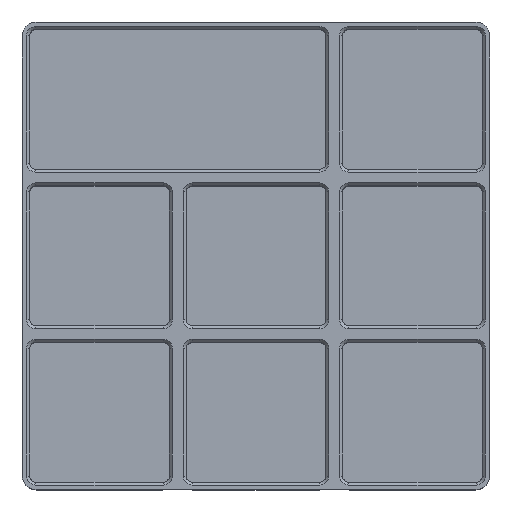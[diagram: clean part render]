
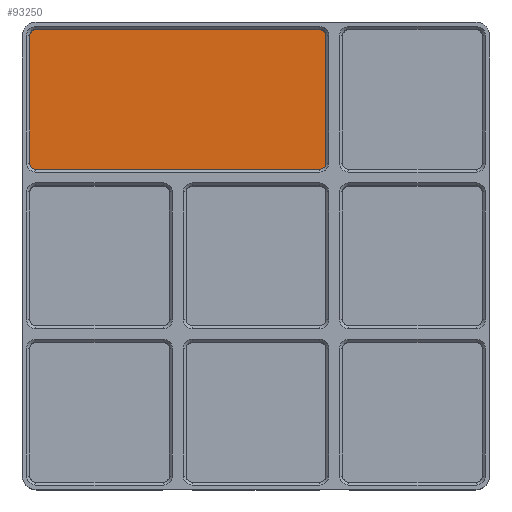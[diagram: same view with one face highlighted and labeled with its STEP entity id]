
A CAD part, top view. The second image highlights one B-rep face of the part: STEP entity #93250.
In plain terms, the highlighted planar face has unit normal (0, 0, 1).
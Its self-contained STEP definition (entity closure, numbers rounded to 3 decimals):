
#90750=CARTESIAN_POINT('',(248.15,254.25,7.));
#90760=VERTEX_POINT('',#90750);
#90790=CARTESIAN_POINT('',(248.15,255.85,7.));
#90800=DIRECTION('',(0.,0.,-1.));
#90810=DIRECTION('',(-1.,0.,0.));
#90820=AXIS2_PLACEMENT_3D('',#90790,#90800,#90810);
#90830=CIRCLE('',#90820,1.6);
#90840=CARTESIAN_POINT('',(249.75,255.85,7.));
#90850=VERTEX_POINT('',#90840);
#90860=EDGE_CURVE('',#90850,#90760,#90830,.T.);
#92070=CARTESIAN_POINT('',(171.85,291.75,7.));
#92080=VERTEX_POINT('',#92070);
#92110=CARTESIAN_POINT('',(171.85,290.15,7.));
#92120=DIRECTION('',(0.,0.,-1.));
#92130=DIRECTION('',(-1.,0.,0.));
#92140=AXIS2_PLACEMENT_3D('',#92110,#92120,#92130);
#92150=CIRCLE('',#92140,1.6);
#92160=CARTESIAN_POINT('',(170.25,290.15,7.));
#92170=VERTEX_POINT('',#92160);
#92180=EDGE_CURVE('',#92170,#92080,#92150,.T.);
#92490=CARTESIAN_POINT('',(170.25,255.85,7.));
#92500=VERTEX_POINT('',#92490);
#92530=CARTESIAN_POINT('',(171.85,255.85,7.));
#92540=DIRECTION('',(0.,0.,-1.));
#92550=DIRECTION('',(-1.,0.,0.));
#92560=AXIS2_PLACEMENT_3D('',#92530,#92540,#92550);
#92570=CIRCLE('',#92560,1.6);
#92580=CARTESIAN_POINT('',(171.85,254.25,7.));
#92590=VERTEX_POINT('',#92580);
#92600=EDGE_CURVE('',#92590,#92500,#92570,.T.);
#92800=CARTESIAN_POINT('',(189.,273.,7.));
#92810=DIRECTION('',(0.,0.,1.));
#92820=DIRECTION('',(1.,0.,0.));
#92830=AXIS2_PLACEMENT_3D('',#92800,#92810,#92820);
#92840=PLANE('',#92830);
#92850=ORIENTED_EDGE('',*,*,#92180,.F.);
#92860=CARTESIAN_POINT('',(215.,291.75,7.));
#92870=DIRECTION('',(1.,0.,0.));
#92880=VECTOR('',#92870,1.);
#92890=LINE('',#92860,#92880);
#92900=CARTESIAN_POINT('',(248.15,291.75,7.));
#92910=VERTEX_POINT('',#92900);
#92920=EDGE_CURVE('',#92080,#92910,#92890,.T.);
#92930=ORIENTED_EDGE('',*,*,#92920,.F.);
#92940=CARTESIAN_POINT('',(248.15,290.15,7.));
#92950=DIRECTION('',(0.,0.,-1.));
#92960=DIRECTION('',(-1.,0.,0.));
#92970=AXIS2_PLACEMENT_3D('',#92940,#92950,#92960);
#92980=CIRCLE('',#92970,1.6);
#92990=CARTESIAN_POINT('',(249.75,290.15,7.));
#93000=VERTEX_POINT('',#92990);
#93010=EDGE_CURVE('',#92910,#93000,#92980,.T.);
#93020=ORIENTED_EDGE('',*,*,#93010,.F.);
#93030=CARTESIAN_POINT('',(249.75,289.,7.));
#93040=DIRECTION('',(0.,-1.,0.));
#93050=VECTOR('',#93040,1.);
#93060=LINE('',#93030,#93050);
#93070=EDGE_CURVE('',#93000,#90850,#93060,.T.);
#93080=ORIENTED_EDGE('',*,*,#93070,.F.);
#93090=ORIENTED_EDGE('',*,*,#90860,.F.);
#93100=CARTESIAN_POINT('',(205.,254.25,7.));
#93110=DIRECTION('',(-1.,0.,0.));
#93120=VECTOR('',#93110,1.);
#93130=LINE('',#93100,#93120);
#93140=EDGE_CURVE('',#90760,#92590,#93130,.T.);
#93150=ORIENTED_EDGE('',*,*,#93140,.F.);
#93160=ORIENTED_EDGE('',*,*,#92600,.F.);
#93170=CARTESIAN_POINT('',(170.25,257.,7.));
#93180=DIRECTION('',(0.,1.,0.));
#93190=VECTOR('',#93180,1.);
#93200=LINE('',#93170,#93190);
#93210=EDGE_CURVE('',#92500,#92170,#93200,.T.);
#93220=ORIENTED_EDGE('',*,*,#93210,.F.);
#93230=EDGE_LOOP('',(#93220,#93160,#93150,#93090,#93080,#93020,#92930,
#92850));
#93240=FACE_OUTER_BOUND('',#93230,.T.);
#93250=ADVANCED_FACE('',(#93240),#92840,.T.);
